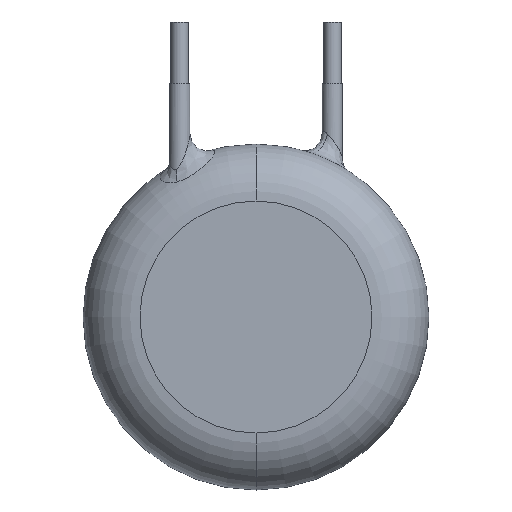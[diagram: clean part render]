
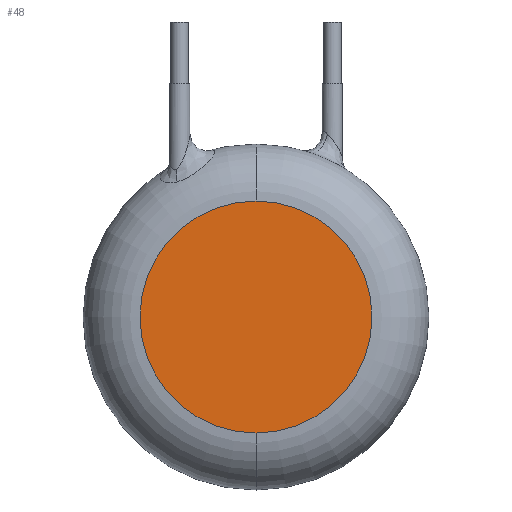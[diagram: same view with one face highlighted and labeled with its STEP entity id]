
A CAD part, front view. The second image highlights one B-rep face of the part: STEP entity #48.
In plain terms, the highlighted planar face has unit normal (0, -1, 0).
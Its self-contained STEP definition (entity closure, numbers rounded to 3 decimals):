
#43 = VERTEX_POINT ( 'NONE', #211 ) ;
#48 = ADVANCED_FACE ( 'NONE', ( #832 ), #579, .F. ) ;
#95 = CARTESIAN_POINT ( 'NONE',  ( 0., -2.8, -5.7 ) ) ;
#100 = AXIS2_PLACEMENT_3D ( 'NONE', #375, #567, #916 ) ;
#146 = CARTESIAN_POINT ( 'NONE',  ( 0., -2.8, 0. ) ) ;
#211 = CARTESIAN_POINT ( 'NONE',  ( 0., -2.8, 5.7 ) ) ;
#213 = VERTEX_POINT ( 'NONE', #95 ) ;
#220 = DIRECTION ( 'NONE',  ( 0., 0., 1. ) ) ;
#279 = EDGE_CURVE ( 'NONE', #43, #213, #598, .T. ) ;
#375 = CARTESIAN_POINT ( 'NONE',  ( 0., -2.8, 0. ) ) ;
#397 = DIRECTION ( 'NONE',  ( 0., 1., 0. ) ) ;
#498 = DIRECTION ( 'NONE',  ( 0., 1., 0. ) ) ;
#538 = EDGE_CURVE ( 'NONE', #213, #43, #1132, .T. ) ;
#567 = DIRECTION ( 'NONE',  ( 0., 1., 0. ) ) ;
#579 = PLANE ( 'NONE',  #878 ) ;
#583 = DIRECTION ( 'NONE',  ( 0., 0., 1. ) ) ;
#598 = CIRCLE ( 'NONE', #100, 5.7 ) ;
#684 = ORIENTED_EDGE ( 'NONE', *, *, #279, .F. ) ;
#790 = AXIS2_PLACEMENT_3D ( 'NONE', #146, #498, #220 ) ;
#827 = ORIENTED_EDGE ( 'NONE', *, *, #538, .F. ) ;
#832 = FACE_OUTER_BOUND ( 'NONE', #1010, .T. ) ;
#878 = AXIS2_PLACEMENT_3D ( 'NONE', #1130, #397, #583 ) ;
#916 = DIRECTION ( 'NONE',  ( 0., 0., 1. ) ) ;
#1010 = EDGE_LOOP ( 'NONE', ( #684, #827 ) ) ;
#1130 = CARTESIAN_POINT ( 'NONE',  ( 0., -2.8, 0. ) ) ;
#1132 = CIRCLE ( 'NONE', #790, 5.7 ) ;
